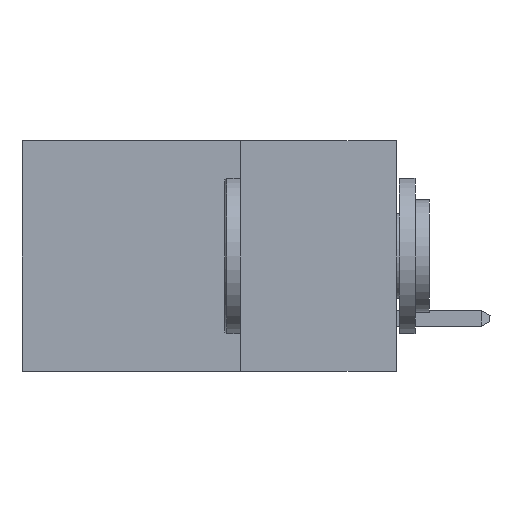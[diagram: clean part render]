
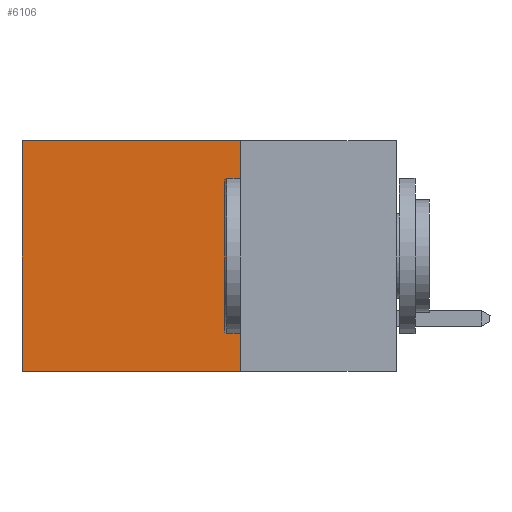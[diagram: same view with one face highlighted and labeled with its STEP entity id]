
A CAD part, left-side view. The second image highlights one B-rep face of the part: STEP entity #6106.
In plain terms, the highlighted planar face has unit normal (-1, 0, 0).
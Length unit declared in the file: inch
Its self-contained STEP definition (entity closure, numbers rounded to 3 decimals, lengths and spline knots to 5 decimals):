
#54 = VECTOR ( 'NONE', #9752, 39.37008 ) ;
#2111 = PLANE ( 'NONE',  #13850 ) ;
#2903 = VECTOR ( 'NONE', #8790, 39.37008 ) ;
#3319 = ORIENTED_EDGE ( 'NONE', *, *, #13769, .F. ) ;
#3498 = VERTEX_POINT ( 'NONE', #16231 ) ;
#4317 = CARTESIAN_POINT ( 'NONE',  ( 0.2615, 0.25, -0.37 ) ) ;
#4808 = LINE ( 'NONE', #10140, #2903 ) ;
#5710 = EDGE_CURVE ( 'NONE', #11039, #3498, #8591, .T. ) ;
#6106 = ADVANCED_FACE ( 'NONE', ( #11198 ), #2111, .F. ) ;
#7688 = EDGE_LOOP ( 'NONE', ( #12537, #3319, #9416, #15386 ) ) ;
#7870 = LINE ( 'NONE', #9303, #16705 ) ;
#8412 = CARTESIAN_POINT ( 'NONE',  ( 0.2615, 0.25, -0.37 ) ) ;
#8591 = LINE ( 'NONE', #13589, #14181 ) ;
#8790 = DIRECTION ( 'NONE',  ( 0., 1., 0. ) ) ;
#9303 = CARTESIAN_POINT ( 'NONE',  ( 0.2615, 0.25, -0.37 ) ) ;
#9312 = VERTEX_POINT ( 'NONE', #12362 ) ;
#9416 = ORIENTED_EDGE ( 'NONE', *, *, #10928, .F. ) ;
#9752 = DIRECTION ( 'NONE',  ( 0., 1., 0. ) ) ;
#10140 = CARTESIAN_POINT ( 'NONE',  ( 0.2615, 0.25, -0.37 ) ) ;
#10398 = CARTESIAN_POINT ( 'NONE',  ( 0.2615, 0.6, 0. ) ) ;
#10928 = EDGE_CURVE ( 'NONE', #9312, #15666, #7870, .T. ) ;
#11039 = VERTEX_POINT ( 'NONE', #10398 ) ;
#11198 = FACE_OUTER_BOUND ( 'NONE', #7688, .T. ) ;
#12362 = CARTESIAN_POINT ( 'NONE',  ( 0.2615, 0.25, 0. ) ) ;
#12537 = ORIENTED_EDGE ( 'NONE', *, *, #5710, .T. ) ;
#12545 = DIRECTION ( 'NONE',  ( 1., 0., 0. ) ) ;
#13272 = DIRECTION ( 'NONE',  ( 0., 0., -1. ) ) ;
#13409 = CARTESIAN_POINT ( 'NONE',  ( 0.2615, 0.25, 0. ) ) ;
#13478 = DIRECTION ( 'NONE',  ( 0., 0., -1. ) ) ;
#13589 = CARTESIAN_POINT ( 'NONE',  ( 0.2615, 0.6, -0.37 ) ) ;
#13769 = EDGE_CURVE ( 'NONE', #15666, #3498, #4808, .T. ) ;
#13847 = DIRECTION ( 'NONE',  ( 0., 0., -1. ) ) ;
#13850 = AXIS2_PLACEMENT_3D ( 'NONE', #8412, #12545, #13478 ) ;
#14181 = VECTOR ( 'NONE', #13847, 39.37008 ) ;
#14482 = EDGE_CURVE ( 'NONE', #9312, #11039, #14922, .T. ) ;
#14922 = LINE ( 'NONE', #13409, #54 ) ;
#15386 = ORIENTED_EDGE ( 'NONE', *, *, #14482, .T. ) ;
#15666 = VERTEX_POINT ( 'NONE', #4317 ) ;
#16231 = CARTESIAN_POINT ( 'NONE',  ( 0.2615, 0.6, -0.37 ) ) ;
#16705 = VECTOR ( 'NONE', #13272, 39.37008 ) ;
